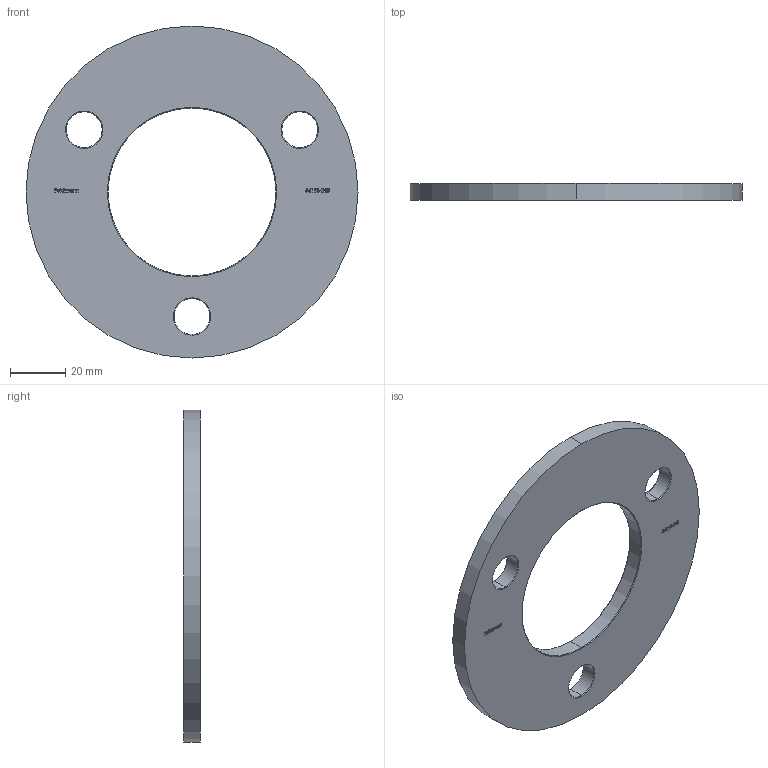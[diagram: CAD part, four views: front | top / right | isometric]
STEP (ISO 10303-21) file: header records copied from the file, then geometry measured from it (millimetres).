
FILE_DESCRIPTION (( 'STEP AP203' ), '1' );
FILE_NAME ('54113-240.step', '2020-10-21T11:00:36', ( '' ), ( '' ), 'SwSTEP 2.0', 'SolidWorks 2018', '' );
FILE_SCHEMA (( 'CONFIG_CONTROL_DESIGN' ));
Length unit declared in the file: millimetre
Products named in the file (2): 54113-240
Bounding box: 120 x 6 x 120 mm (x, y, z)
Volume: 48086.2 mm3; surface area: 20094.8 mm2
Topology: 1 solids, 1 shells, 247 faces, 650 edges, 428 vertices
Faces by surface type: plane 136, bspline 85, cone 16, cylinder 10
Entity records: 12197 total; most frequent: CARTESIAN_POINT 6476, ORIENTED_EDGE 1300, DIRECTION 844, EDGE_CURVE 650, LINE 444, VECTOR 444, VERTEX_POINT 428, EDGE_LOOP 278
